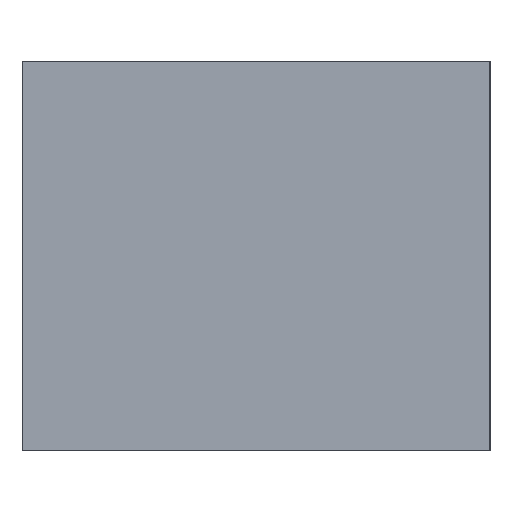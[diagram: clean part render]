
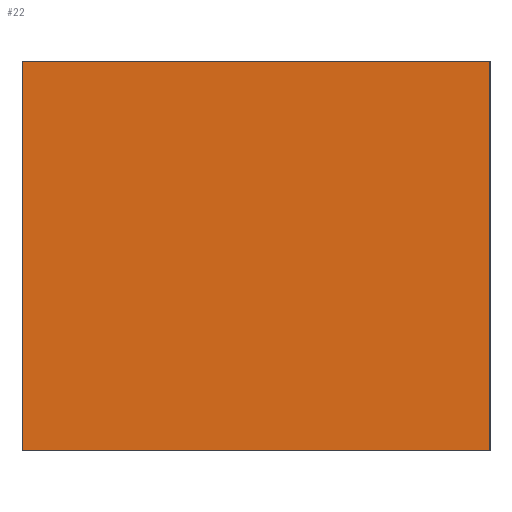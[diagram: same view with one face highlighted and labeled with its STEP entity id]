
A CAD part, left-side view. The second image highlights one B-rep face of the part: STEP entity #22.
In plain terms, the highlighted planar face has unit normal (-1, 0, 0).
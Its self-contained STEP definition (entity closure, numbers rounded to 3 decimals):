
#2 = AXIS2_PLACEMENT_3D ( 'NONE', #74, #210, #31 ) ;
#4 = CARTESIAN_POINT ( 'NONE',  ( 0., 24., 0. ) ) ;
#17 = LINE ( 'NONE', #108, #205 ) ;
#20 = VERTEX_POINT ( 'NONE', #228 ) ;
#22 = ADVANCED_FACE ( 'NONE', ( #173 ), #233, .F. ) ;
#30 = CARTESIAN_POINT ( 'NONE',  ( 0., 0., 20. ) ) ;
#31 = DIRECTION ( 'NONE',  ( 0., 0., -1. ) ) ;
#35 = CARTESIAN_POINT ( 'NONE',  ( 0., 24., 20. ) ) ;
#36 = EDGE_CURVE ( 'NONE', #38, #20, #215, .T. ) ;
#38 = VERTEX_POINT ( 'NONE', #4 ) ;
#42 = ORIENTED_EDGE ( 'NONE', *, *, #36, .T. ) ;
#57 = EDGE_CURVE ( 'NONE', #121, #38, #17, .T. ) ;
#59 = DIRECTION ( 'NONE',  ( 0., 0., -1. ) ) ;
#69 = ORIENTED_EDGE ( 'NONE', *, *, #57, .T. ) ;
#70 = VERTEX_POINT ( 'NONE', #227 ) ;
#74 = CARTESIAN_POINT ( 'NONE',  ( 0., 0., 20. ) ) ;
#90 = DIRECTION ( 'NONE',  ( 0., 0., -1. ) ) ;
#94 = DIRECTION ( 'NONE',  ( 0., -1., 0. ) ) ;
#100 = LINE ( 'NONE', #30, #150 ) ;
#102 = VECTOR ( 'NONE', #213, 1000. ) ;
#105 = EDGE_CURVE ( 'NONE', #70, #20, #100, .T. ) ;
#106 = LINE ( 'NONE', #230, #102 ) ;
#108 = CARTESIAN_POINT ( 'NONE',  ( 0., 24., 20. ) ) ;
#115 = EDGE_CURVE ( 'NONE', #121, #70, #106, .T. ) ;
#117 = ORIENTED_EDGE ( 'NONE', *, *, #115, .F. ) ;
#121 = VERTEX_POINT ( 'NONE', #35 ) ;
#137 = ORIENTED_EDGE ( 'NONE', *, *, #105, .F. ) ;
#145 = CARTESIAN_POINT ( 'NONE',  ( 0., 0., 0. ) ) ;
#150 = VECTOR ( 'NONE', #59, 1000. ) ;
#163 = EDGE_LOOP ( 'NONE', ( #42, #137, #117, #69 ) ) ;
#168 = VECTOR ( 'NONE', #94, 1000. ) ;
#173 = FACE_OUTER_BOUND ( 'NONE', #163, .T. ) ;
#205 = VECTOR ( 'NONE', #90, 1000. ) ;
#210 = DIRECTION ( 'NONE',  ( 1., 0., 0. ) ) ;
#213 = DIRECTION ( 'NONE',  ( 0., -1., 0. ) ) ;
#215 = LINE ( 'NONE', #145, #168 ) ;
#227 = CARTESIAN_POINT ( 'NONE',  ( 0., 0., 20. ) ) ;
#228 = CARTESIAN_POINT ( 'NONE',  ( 0., 0., 0. ) ) ;
#230 = CARTESIAN_POINT ( 'NONE',  ( 0., 0., 20. ) ) ;
#233 = PLANE ( 'NONE',  #2 ) ;
